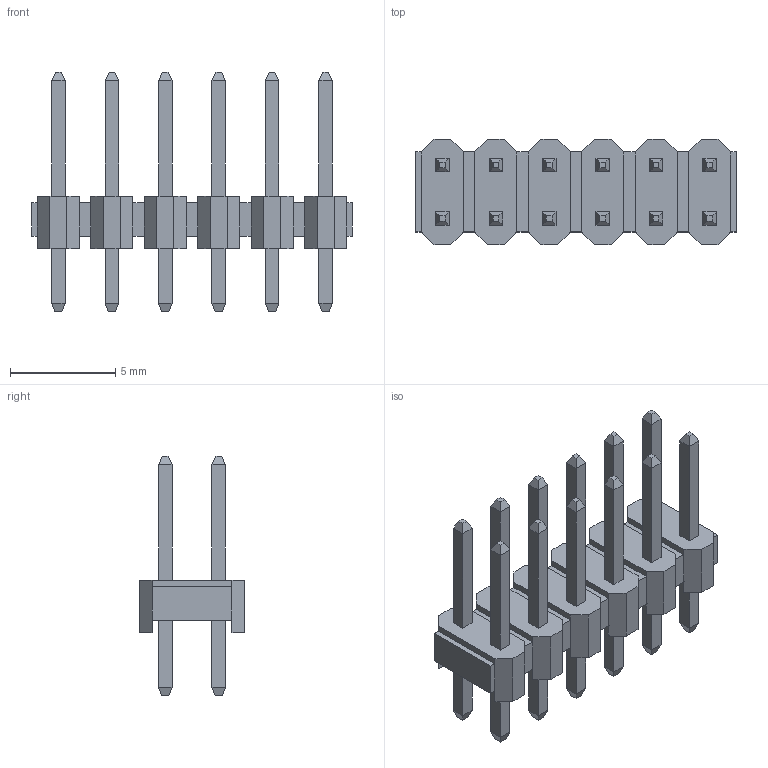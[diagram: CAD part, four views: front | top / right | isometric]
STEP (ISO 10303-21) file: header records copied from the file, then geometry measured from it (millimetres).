
FILE_DESCRIPTION (( 'STEP AP214' ), '1' );
FILE_NAME ('User Library-PLD-xx.STEP', '2017-11-30T13:21:36', ( '' ), ( '' ), 'SwSTEP 2.0', 'SolidWorks 2017', '' );
FILE_SCHEMA (( 'AUTOMOTIVE_DESIGN' ));
Length unit declared in the file: millimetre
Products named in the file (1): User Library-PLD-xx
Bounding box: 15.24 x 5 x 11.4 mm (x, y, z)
Volume: 176.4 mm3; surface area: 542.6 mm2
Topology: 1 solids, 2 shells, 324 faces, 744 edges, 448 vertices
Faces by surface type: plane 324
Entity records: 12352 total; most frequent: CARTESIAN_POINT 1517, ORIENTED_EDGE 1488, DIRECTION 1394, LINE 744, EDGE_CURVE 744, VECTOR 744, VERTEX_POINT 448, EDGE_LOOP 348
